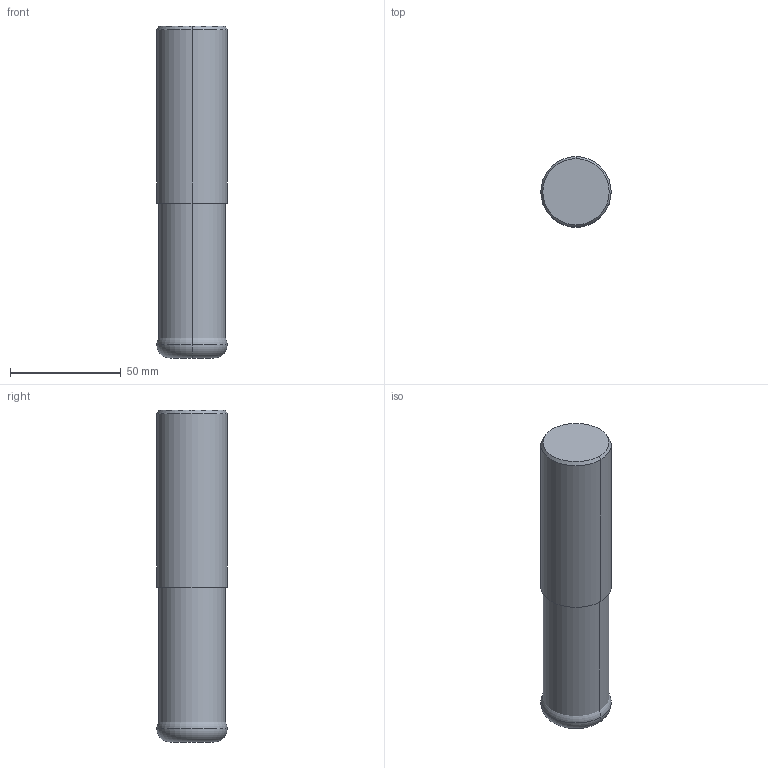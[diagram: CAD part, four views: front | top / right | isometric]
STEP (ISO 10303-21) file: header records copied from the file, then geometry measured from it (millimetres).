
FILE_DESCRIPTION(('no description'),'unknown implementation level');
FILE_NAME('solidsIUcrjGrBwnG_u2_c9fc8lz_kpM_1.STP',' ',('CIMSOURCE GmbH'),('CADClick - KiM GmbH - www.kimweb.de'),'unknown preprocess','ACIS','unknown authorization');
FILE_SCHEMA(('automotive_design'));
Length unit declared in the file: millimetre
Products named in the file (2): 1; 2
Bounding box: 31.75 x 31.75 x 150 mm (x, y, z)
Volume: 117493.3 mm3; surface area: 18012.8 mm2
Topology: 2 solids, 2 shells, 17 faces, 32 edges, 18 vertices
Faces by surface type: torus 8, cylinder 4, plane 3, cone 2
Entity records: 883 total; most frequent: DIRECTION 102, CARTESIAN_POINT 72, STYLED_ITEM 69, PRESENTATION_STYLE_ASSIGNMENT 69, COLOUR_RGB 69, ORIENTED_EDGE 64, AXIS2_PLACEMENT_3D 48, EDGE_CURVE 32
